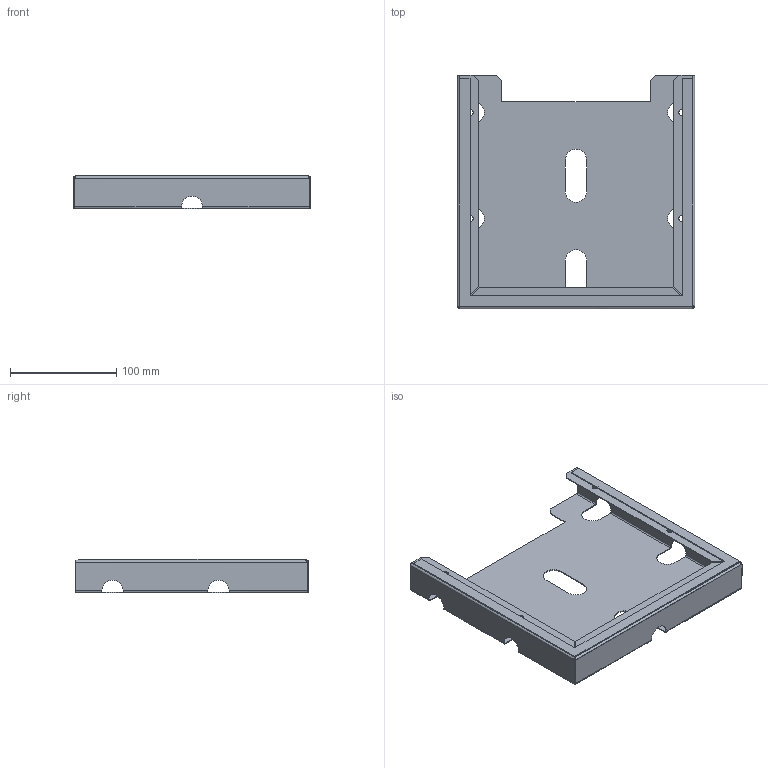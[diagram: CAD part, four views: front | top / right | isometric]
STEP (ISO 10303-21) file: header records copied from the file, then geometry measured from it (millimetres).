
FILE_DESCRIPTION (( 'STEP AP203' ), '1' );
FILE_NAME ('U2180020200 Êàðìàí ìåòàëëè÷åñêèé À4 íà ñàìîêëåéêà (000.801.218).STEP', '2022-04-26T10:40:35', ( '' ), ( '' ), 'SwSTEP 2.0', 'SolidWorks 2017', '' );
FILE_SCHEMA (( 'CONFIG_CONTROL_DESIGN' ));
Length unit declared in the file: millimetre
Products named in the file (4): Ñêîò÷ äâóõñòîðîííèé 3Ì; 040-163 Êàðìàí ìåòàëëè÷åñêèé À4; U2180020200 Êàðìàí ìåòàëëè÷åñêèé À4 íà ñàìîêëåéêà (000.801.218); 000.221.001 Êàðìàí ìåòàëëè÷åñêèé À4
Assembly tree (3 placements, depth 3):
  U2180020200 Êàðìàí ìåòàëëè÷åñêèé À4 íà ñàìîêëåéêà (000.801.218)
    000.221.001 Êàðìàí ìåòàëëè÷åñêèé À4
      040-163 Êàðìàí ìåòàëëè÷åñêèé À4
      Ñêîò÷ äâóõñòîðîííèé 3Ì
Bounding box: 224 x 220 x 32 mm (x, y, z)
Volume: 63734.1 mm3; surface area: 158990 mm2
Topology: 2 solids, 2 shells, 128 faces, 314 edges, 180 vertices
Faces by surface type: plane 74, cylinder 46, bspline 8
Entity records: 4758 total; most frequent: CARTESIAN_POINT 1347, ORIENTED_EDGE 628, DIRECTION 622, EDGE_CURVE 314, VECTOR 216, LINE 216, AXIS2_PLACEMENT_3D 203, VERTEX_POINT 180
